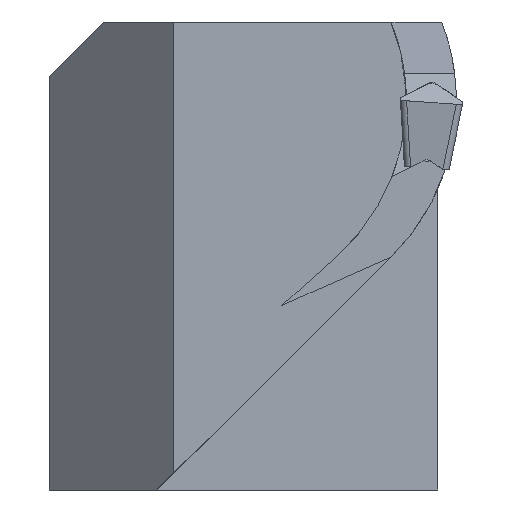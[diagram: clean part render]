
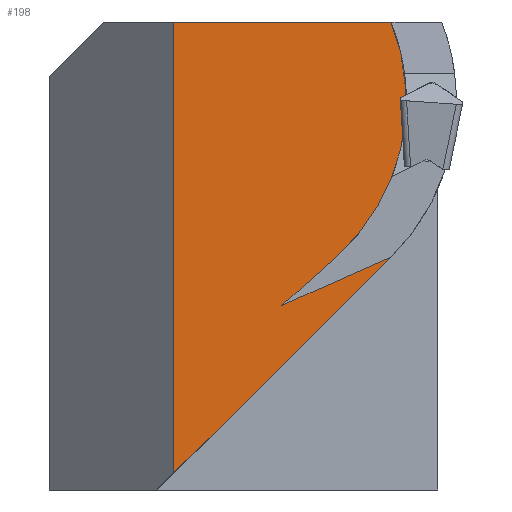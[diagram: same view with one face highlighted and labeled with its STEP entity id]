
A CAD part, front view. The second image highlights one B-rep face of the part: STEP entity #198.
In plain terms, the highlighted planar face has unit normal (0, -1, 0).
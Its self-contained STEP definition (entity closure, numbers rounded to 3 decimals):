
#95=CIRCLE('',#1339,13.4);
#133=FACE_OUTER_BOUND('',#356,.T.);
#198=ADVANCED_FACE('',(#133),#266,.T.);
#266=PLANE('',#1343);
#356=EDGE_LOOP('',(#468,#469,#470,#471,#472,#473));
#468=ORIENTED_EDGE('',*,*,#939,.F.);
#469=ORIENTED_EDGE('',*,*,#944,.T.);
#470=ORIENTED_EDGE('',*,*,#945,.F.);
#471=ORIENTED_EDGE('',*,*,#911,.F.);
#472=ORIENTED_EDGE('',*,*,#946,.T.);
#473=ORIENTED_EDGE('',*,*,#947,.F.);
#790=VERTEX_POINT('',#1838);
#791=VERTEX_POINT('',#1840);
#817=VERTEX_POINT('',#1924);
#818=VERTEX_POINT('',#1926);
#822=VERTEX_POINT('',#1936);
#823=VERTEX_POINT('',#1939);
#911=EDGE_CURVE('',#790,#791,#1089,.T.);
#939=EDGE_CURVE('',#817,#818,#95,.T.);
#944=EDGE_CURVE('',#817,#822,#1105,.T.);
#945=EDGE_CURVE('',#791,#822,#1106,.T.);
#946=EDGE_CURVE('',#790,#823,#1107,.T.);
#947=EDGE_CURVE('',#818,#823,#1108,.T.);
#1089=LINE('',#1839,#1206);
#1105=LINE('',#1935,#1223);
#1106=LINE('',#1937,#1224);
#1107=LINE('',#1938,#1225);
#1108=LINE('',#1940,#1226);
#1206=VECTOR('',#1457,1.);
#1223=VECTOR('',#1514,1.);
#1224=VECTOR('',#1515,1.);
#1225=VECTOR('',#1516,1.);
#1226=VECTOR('',#1517,1.);
#1339=AXIS2_PLACEMENT_3D('',#1925,#1504,#1505);
#1343=AXIS2_PLACEMENT_3D('',#1941,#1518,#1519);
#1457=DIRECTION('',(-0.709,0.,-0.705));
#1504=DIRECTION('',(0.,1.,0.));
#1505=DIRECTION('',(0.,0.,-1.));
#1514=DIRECTION('',(-1.,0.,0.));
#1515=DIRECTION('',(0.,0.,1.));
#1516=DIRECTION('',(-0.914,0.,-0.406));
#1517=DIRECTION('',(-0.746,0.,-0.666));
#1518=DIRECTION('',(0.,-1.,0.));
#1519=DIRECTION('',(0.,0.,-1.));
#1838=CARTESIAN_POINT('',(-4.56,22.,-10.));
#1839=CARTESIAN_POINT('',(-41.541,22.,-46.76));
#1840=CARTESIAN_POINT('',(-18.5,22.,-23.857));
#1924=CARTESIAN_POINT('',(-4.588,22.,5.05));
#1925=CARTESIAN_POINT('',(-17.,22.,0.));
#1926=CARTESIAN_POINT('',(-8.08,22.,-10.));
#1935=CARTESIAN_POINT('',(-100.,22.,5.05));
#1936=CARTESIAN_POINT('',(-18.5,22.,5.05));
#1937=CARTESIAN_POINT('',(-18.5,22.,-100.));
#1938=CARTESIAN_POINT('',(-11.58,22.,-13.122));
#1939=CARTESIAN_POINT('',(-11.58,22.,-13.122));
#1940=CARTESIAN_POINT('',(-48.319,22.,-45.891));
#1941=CARTESIAN_POINT('',(-100.,22.,12.05));
